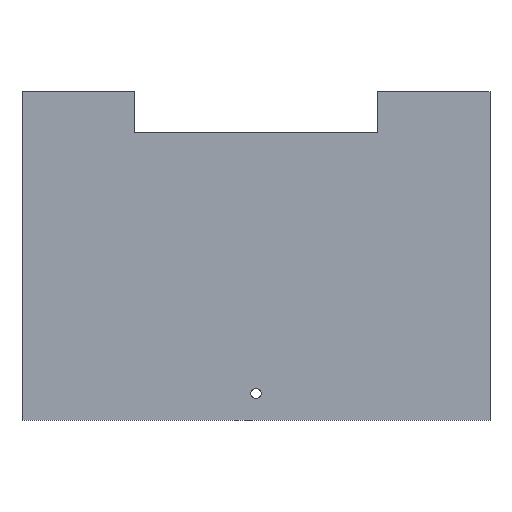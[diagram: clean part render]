
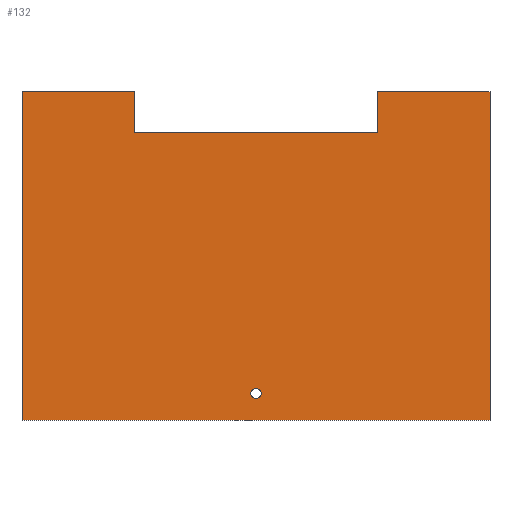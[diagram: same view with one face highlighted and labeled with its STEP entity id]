
A CAD part, front view. The second image highlights one B-rep face of the part: STEP entity #132.
In plain terms, the highlighted planar face has unit normal (0, -1, 0).
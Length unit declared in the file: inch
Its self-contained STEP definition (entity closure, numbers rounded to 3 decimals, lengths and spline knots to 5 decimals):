
#1 = DIRECTION ( 'NONE',  ( 1., 0., 0. ) ) ;
#12 = CARTESIAN_POINT ( 'NONE',  ( 0., -0.125, -3.32 ) ) ;
#14 = ORIENTED_EDGE ( 'NONE', *, *, #102, .F. ) ;
#17 = VECTOR ( 'NONE', #52, 39.37008 ) ;
#19 = VERTEX_POINT ( 'NONE', #186 ) ;
#22 = CARTESIAN_POINT ( 'NONE',  ( -2.9375, -0.125, 2.97 ) ) ;
#33 = LINE ( 'NONE', #91, #96 ) ;
#34 = CIRCLE ( 'NONE', #284, 0.125 ) ;
#37 = CARTESIAN_POINT ( 'NONE',  ( -2.9375, -0.125, 3.97 ) ) ;
#38 = FACE_OUTER_BOUND ( 'NONE', #286, .T. ) ;
#47 = CARTESIAN_POINT ( 'NONE',  ( 5.65, -0.125, 3.97 ) ) ;
#48 = ORIENTED_EDGE ( 'NONE', *, *, #280, .T. ) ;
#49 = EDGE_CURVE ( 'NONE', #19, #86, #33, .T. ) ;
#52 = DIRECTION ( 'NONE',  ( 0., 0., -1. ) ) ;
#53 = VERTEX_POINT ( 'NONE', #190 ) ;
#57 = CARTESIAN_POINT ( 'NONE',  ( 0., -0.125, -3.195 ) ) ;
#58 = EDGE_CURVE ( 'NONE', #53, #349, #356, .T. ) ;
#63 = EDGE_CURVE ( 'NONE', #253, #216, #379, .T. ) ;
#67 = CARTESIAN_POINT ( 'NONE',  ( 2.9375, -0.125, 2.97 ) ) ;
#68 = CIRCLE ( 'NONE', #334, 0.125 ) ;
#72 = CARTESIAN_POINT ( 'NONE',  ( 0., -0.125, -3.32 ) ) ;
#74 = DIRECTION ( 'NONE',  ( -1., 0., 0. ) ) ;
#84 = VECTOR ( 'NONE', #104, 39.37008 ) ;
#86 = VERTEX_POINT ( 'NONE', #357 ) ;
#91 = CARTESIAN_POINT ( 'NONE',  ( -5.65, -0.125, -3.97 ) ) ;
#96 = VECTOR ( 'NONE', #185, 39.37008 ) ;
#102 = EDGE_CURVE ( 'NONE', #86, #349, #160, .T. ) ;
#104 = DIRECTION ( 'NONE',  ( 0., 0., -1. ) ) ;
#109 = DIRECTION ( 'NONE',  ( 0., 0., 1. ) ) ;
#110 = VERTEX_POINT ( 'NONE', #57 ) ;
#124 = ORIENTED_EDGE ( 'NONE', *, *, #58, .T. ) ;
#125 = DIRECTION ( 'NONE',  ( -1., 0., 0. ) ) ;
#132 = ADVANCED_FACE ( 'NONE', ( #259, #38 ), #163, .F. ) ;
#138 = CARTESIAN_POINT ( 'NONE',  ( 2.9375, -0.125, 2.97 ) ) ;
#159 = CARTESIAN_POINT ( 'NONE',  ( 0., -0.125, -3.445 ) ) ;
#160 = LINE ( 'NONE', #292, #404 ) ;
#163 = PLANE ( 'NONE',  #283 ) ;
#172 = LINE ( 'NONE', #138, #84 ) ;
#173 = VERTEX_POINT ( 'NONE', #397 ) ;
#178 = DIRECTION ( 'NONE',  ( 0., 1., 0. ) ) ;
#180 = ORIENTED_EDGE ( 'NONE', *, *, #344, .T. ) ;
#181 = EDGE_CURVE ( 'NONE', #253, #184, #172, .T. ) ;
#184 = VERTEX_POINT ( 'NONE', #67 ) ;
#185 = DIRECTION ( 'NONE',  ( 0., 0., 1. ) ) ;
#186 = CARTESIAN_POINT ( 'NONE',  ( -5.65, -0.125, -3.97 ) ) ;
#190 = CARTESIAN_POINT ( 'NONE',  ( -2.9375, -0.125, 2.97 ) ) ;
#192 = CARTESIAN_POINT ( 'NONE',  ( -5.65, -0.125, 3.97 ) ) ;
#203 = VECTOR ( 'NONE', #74, 39.37008 ) ;
#207 = ORIENTED_EDGE ( 'NONE', *, *, #49, .F. ) ;
#209 = CARTESIAN_POINT ( 'NONE',  ( 2.9375, -0.125, 3.97 ) ) ;
#216 = VERTEX_POINT ( 'NONE', #47 ) ;
#218 = VECTOR ( 'NONE', #326, 39.37008 ) ;
#232 = DIRECTION ( 'NONE',  ( 0., 1., 0. ) ) ;
#242 = DIRECTION ( 'NONE',  ( 0., 0., 1. ) ) ;
#246 = EDGE_LOOP ( 'NONE', ( #180, #342 ) ) ;
#252 = EDGE_CURVE ( 'NONE', #110, #403, #68, .T. ) ;
#253 = VERTEX_POINT ( 'NONE', #209 ) ;
#255 = VECTOR ( 'NONE', #325, 39.37008 ) ;
#259 = FACE_BOUND ( 'NONE', #246, .T. ) ;
#265 = EDGE_CURVE ( 'NONE', #216, #173, #345, .T. ) ;
#280 = EDGE_CURVE ( 'NONE', #184, #53, #411, .T. ) ;
#283 = AXIS2_PLACEMENT_3D ( 'NONE', #301, #395, #109 ) ;
#284 = AXIS2_PLACEMENT_3D ( 'NONE', #72, #232, #291 ) ;
#286 = EDGE_LOOP ( 'NONE', ( #48, #124, #14, #207, #361, #302, #346, #414 ) ) ;
#291 = DIRECTION ( 'NONE',  ( 0., 0., 1. ) ) ;
#292 = CARTESIAN_POINT ( 'NONE',  ( -5.65, -0.125, 3.97 ) ) ;
#298 = CARTESIAN_POINT ( 'NONE',  ( -5.65, -0.125, -3.97 ) ) ;
#301 = CARTESIAN_POINT ( 'NONE',  ( 0., -0.125, 0. ) ) ;
#302 = ORIENTED_EDGE ( 'NONE', *, *, #265, .F. ) ;
#309 = CARTESIAN_POINT ( 'NONE',  ( 5.65, -0.125, -3.97 ) ) ;
#325 = DIRECTION ( 'NONE',  ( 0., 0., 1. ) ) ;
#326 = DIRECTION ( 'NONE',  ( 1., 0., 0. ) ) ;
#334 = AXIS2_PLACEMENT_3D ( 'NONE', #12, #178, #242 ) ;
#342 = ORIENTED_EDGE ( 'NONE', *, *, #252, .T. ) ;
#344 = EDGE_CURVE ( 'NONE', #403, #110, #34, .T. ) ;
#345 = LINE ( 'NONE', #309, #17 ) ;
#346 = ORIENTED_EDGE ( 'NONE', *, *, #63, .F. ) ;
#349 = VERTEX_POINT ( 'NONE', #37 ) ;
#355 = CARTESIAN_POINT ( 'NONE',  ( -2.9375, -0.125, 3.97 ) ) ;
#356 = LINE ( 'NONE', #355, #255 ) ;
#357 = CARTESIAN_POINT ( 'NONE',  ( -5.65, -0.125, 3.97 ) ) ;
#361 = ORIENTED_EDGE ( 'NONE', *, *, #371, .F. ) ;
#371 = EDGE_CURVE ( 'NONE', #173, #19, #388, .T. ) ;
#379 = LINE ( 'NONE', #192, #218 ) ;
#384 = VECTOR ( 'NONE', #125, 39.37008 ) ;
#388 = LINE ( 'NONE', #298, #203 ) ;
#395 = DIRECTION ( 'NONE',  ( 0., 1., 0. ) ) ;
#397 = CARTESIAN_POINT ( 'NONE',  ( 5.65, -0.125, -3.97 ) ) ;
#403 = VERTEX_POINT ( 'NONE', #159 ) ;
#404 = VECTOR ( 'NONE', #1, 39.37008 ) ;
#411 = LINE ( 'NONE', #22, #384 ) ;
#414 = ORIENTED_EDGE ( 'NONE', *, *, #181, .T. ) ;
